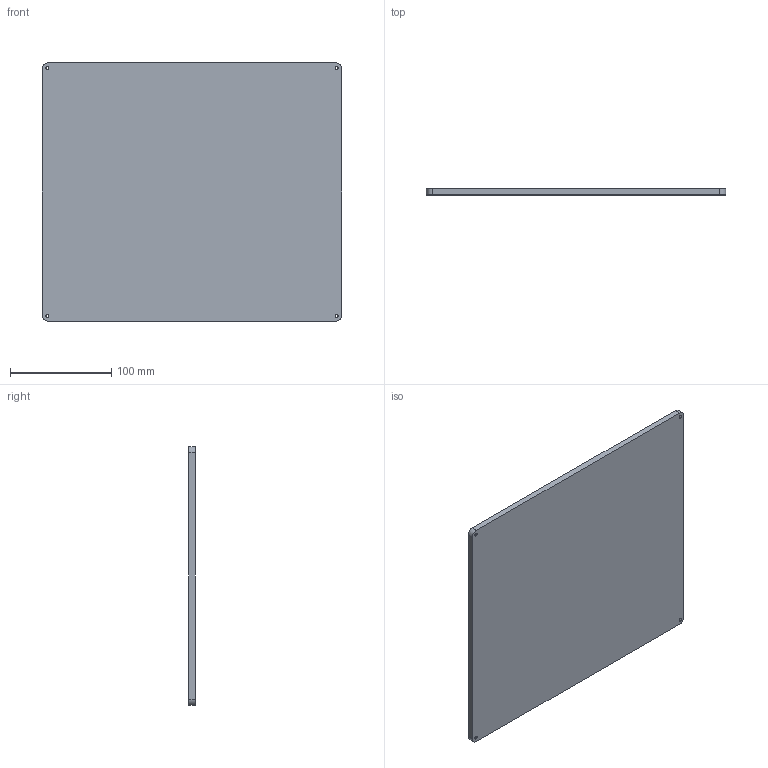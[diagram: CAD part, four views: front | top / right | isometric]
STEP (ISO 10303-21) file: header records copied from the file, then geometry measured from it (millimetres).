
FILE_DESCRIPTION(('none'),'2,1');
FILE_NAME('','Thu Jan 05 19:44:12 2017',('Unknown author'),(''),'HOOPS Exchange','Windows','Unknown authorisation');
FILE_SCHEMA( ('AUTOMOTIVE_DESIGN { 1 0 10303 214 1 1 1 1 }') );
Length unit declared in the file: millimetre
Products named in the file (2): Bandeja impresion; Predeterminado
Assembly tree (1 placements, depth 2):
  Bandeja impresion
    Predeterminado
Bounding box: 295 x 6 x 255 mm (x, y, z)
Volume: 450994.9 mm3; surface area: 157096 mm2
Topology: 1 solids, 1 shells, 18 faces, 48 edges, 32 vertices
Faces by surface type: cylinder 12, plane 6
Entity records: 1193 total; most frequent: CARTESIAN_POINT 357, DIRECTION 114, DEFINITIONAL_REPRESENTATION 96, PCURVE 96, ORIENTED_EDGE 96, B_SPLINE_CURVE_WITH_KNOTS 72, INTERSECTION_CURVE 48, EDGE_CURVE 48
